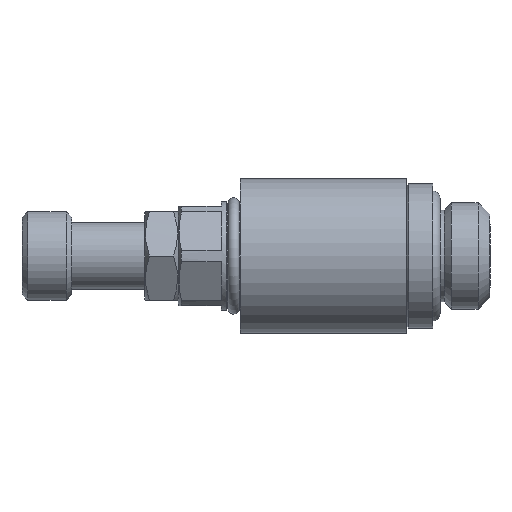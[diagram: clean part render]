
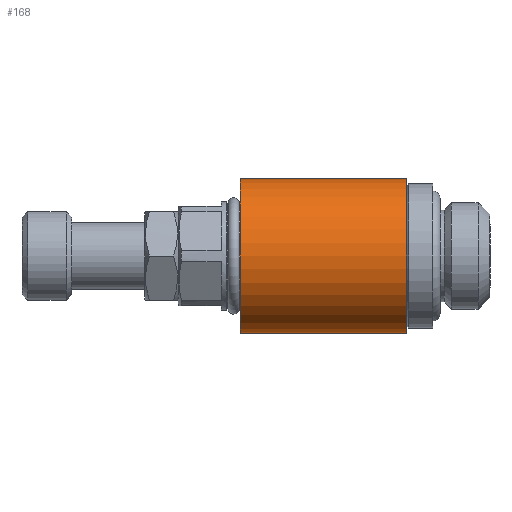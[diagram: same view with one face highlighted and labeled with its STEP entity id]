
A CAD part, left-side view. The second image highlights one B-rep face of the part: STEP entity #168.
In plain terms, the highlighted cylindrical face has radius 7 mm (diameter 14 mm), a full revolution.
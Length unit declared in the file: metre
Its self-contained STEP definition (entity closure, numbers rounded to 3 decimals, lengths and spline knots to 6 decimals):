
#168 = ADVANCED_FACE( 'NONE', ( #393, #394, #395 ), #396, .T. );
#393 = FACE_OUTER_BOUND( '', #723, .T. );
#394 = FACE_OUTER_BOUND( '', #724, .T. );
#395 = FACE_BOUND( '', #725, .T. );
#396 = CYLINDRICAL_SURFACE( '', #726, 0.007 );
#723 = EDGE_LOOP( '', ( #1319 ) );
#724 = EDGE_LOOP( '', ( #1320 ) );
#725 = EDGE_LOOP( '', ( #1321, #1322 ) );
#726 = AXIS2_PLACEMENT_3D( '', #1323, #1324, #1325 );
#1319 = ORIENTED_EDGE( '', *, *, #1944, .T. );
#1320 = ORIENTED_EDGE( '', *, *, #1945, .T. );
#1321 = ORIENTED_EDGE( '', *, *, #1946, .T. );
#1322 = ORIENTED_EDGE( '', *, *, #1947, .T. );
#1323 = CARTESIAN_POINT( '', ( 0., 0.030486, 0. ) );
#1324 = DIRECTION( '', ( 0., 1., 0. ) );
#1325 = DIRECTION( '', ( 0., 0., 1. ) );
#1944 = EDGE_CURVE( 'NONE', #2200, #2200, #2201, .T. );
#1945 = EDGE_CURVE( 'NONE', #2202, #2202, #2203, .T. );
#1946 = EDGE_CURVE( 'NONE', #2204, #2205, #2206, .T. );
#1947 = EDGE_CURVE( 'NONE', #2205, #2204, #2207, .T. );
#2200 = VERTEX_POINT( '', #2627 );
#2201 = CIRCLE( '', #2628, 0.007 );
#2202 = VERTEX_POINT( '', #2629 );
#2203 = CIRCLE( '', #2630, 0.007 );
#2204 = VERTEX_POINT( 'NONE', #2631 );
#2205 = VERTEX_POINT( 'NONE', #2632 );
#2206 = B_SPLINE_CURVE_WITH_KNOTS( '', 3, ( #2633, #2634, #2635, #2636, #2637, #2638, #2639, #2640, #2641, #2642, #2643, #2644, #2645, #2646, #2647, #2648, #2649, #2650, #2651, #2652, #2653, #2654, #2655, #2656, #2657, #2658, #2659 ), .UNSPECIFIED., .F., .F., ( 4, 1, 1, 1, 1, 1, 1, 1, 1, 1, 1, 1, 1, 1, 1, 1, 1, 1, 1, 1, 1, 1, 1, 1, 4 ), ( 0., 0.013047, 0.025795, 0.038267, 0.050488, 0.062487, 0.093216, 0.124965, 0.18648, 0.249972, 0.313463, 0.374978, 0.438393, 0.499983, 0.561569, 0.624987, 0.68647, 0.749995, 0.813458, 0.875001, 0.906777, 0.937493, 0.953457, 0.968757, 1. ), .UNSPECIFIED. );
#2207 = B_SPLINE_CURVE_WITH_KNOTS( '', 3, ( #2660, #2661, #2662, #2663, #2664, #2665, #2666, #2667, #2668, #2669, #2670, #2671, #2672, #2673, #2674, #2675, #2676, #2677, #2678, #2679, #2680, #2681, #2682, #2683, #2684, #2685, #2686 ), .UNSPECIFIED., .F., .F., ( 4, 1, 1, 1, 1, 1, 1, 1, 1, 1, 1, 1, 1, 1, 1, 1, 1, 1, 1, 1, 1, 1, 1, 1, 4 ), ( 0., 0.013048, 0.025797, 0.038268, 0.050489, 0.062486, 0.093215, 0.124965, 0.186473, 0.249972, 0.313469, 0.374979, 0.4384, 0.499984, 0.561571, 0.624988, 0.686483, 0.749995, 0.813478, 0.875002, 0.906778, 0.937493, 0.953453, 0.968758, 1. ), .UNSPECIFIED. );
#2627 = CARTESIAN_POINT( '', ( 0., 0.0079, 0.007 ) );
#2628 = AXIS2_PLACEMENT_3D( '', #3530, #3531, #3532 );
#2629 = CARTESIAN_POINT( '', ( 0., 0.0229, 0.007 ) );
#2630 = AXIS2_PLACEMENT_3D( '', #3533, #3534, #3535 );
#2631 = CARTESIAN_POINT( '', ( 0.005217, 0.016897, 0.004667 ) );
#2632 = CARTESIAN_POINT( '', ( 0.005218, 0.016915, -0.004667 ) );
#2633 = CARTESIAN_POINT( '', ( 0.005217, 0.016897, 0.004667 ) );
#2634 = CARTESIAN_POINT( '', ( 0.005219, 0.016965, 0.004665 ) );
#2635 = CARTESIAN_POINT( '', ( 0.005221, 0.0171, 0.004663 ) );
#2636 = CARTESIAN_POINT( '', ( 0.005231, 0.017299, 0.004651 ) );
#2637 = CARTESIAN_POINT( '', ( 0.005247, 0.017493, 0.004634 ) );
#2638 = CARTESIAN_POINT( '', ( 0.005267, 0.017682, 0.00461 ) );
#2639 = CARTESIAN_POINT( '', ( 0.005307, 0.017962, 0.004564 ) );
#2640 = CARTESIAN_POINT( '', ( 0.005381, 0.018335, 0.004478 ) );
#2641 = CARTESIAN_POINT( '', ( 0.005541, 0.018931, 0.004282 ) );
#2642 = CARTESIAN_POINT( '', ( 0.005795, 0.019637, 0.003941 ) );
#2643 = CARTESIAN_POINT( '', ( 0.006139, 0.020381, 0.003389 ) );
#2644 = CARTESIAN_POINT( '', ( 0.006473, 0.021015, 0.002706 ) );
#2645 = CARTESIAN_POINT( '', ( 0.006759, 0.021505, 0.001895 ) );
#2646 = CARTESIAN_POINT( '', ( 0.006953, 0.021825, 0.000986 ) );
#2647 = CARTESIAN_POINT( '', ( 0.007023, 0.021936, 0.000009 ) );
#2648 = CARTESIAN_POINT( '', ( 0.006955, 0.021829, -0.000967 ) );
#2649 = CARTESIAN_POINT( '', ( 0.006763, 0.021513, -0.001878 ) );
#2650 = CARTESIAN_POINT( '', ( 0.006479, 0.021026, -0.002692 ) );
#2651 = CARTESIAN_POINT( '', ( 0.006146, 0.020394, -0.003377 ) );
#2652 = CARTESIAN_POINT( '', ( 0.005801, 0.019652, -0.003932 ) );
#2653 = CARTESIAN_POINT( '', ( 0.005546, 0.018948, -0.004275 ) );
#2654 = CARTESIAN_POINT( '', ( 0.005385, 0.018352, -0.004473 ) );
#2655 = CARTESIAN_POINT( '', ( 0.005307, 0.01796, -0.004565 ) );
#2656 = CARTESIAN_POINT( '', ( 0.005262, 0.017644, -0.004617 ) );
#2657 = CARTESIAN_POINT( '', ( 0.005227, 0.017321, -0.004656 ) );
#2658 = CARTESIAN_POINT( '', ( 0.005221, 0.017078, -0.004662 ) );
#2659 = CARTESIAN_POINT( '', ( 0.005218, 0.016915, -0.004667 ) );
#2660 = CARTESIAN_POINT( '', ( 0.005218, 0.016915, -0.004667 ) );
#2661 = CARTESIAN_POINT( '', ( 0.005219, 0.016847, -0.004666 ) );
#2662 = CARTESIAN_POINT( '', ( 0.00522, 0.016712, -0.004663 ) );
#2663 = CARTESIAN_POINT( '', ( 0.00523, 0.016512, -0.004652 ) );
#2664 = CARTESIAN_POINT( '', ( 0.005245, 0.016318, -0.004635 ) );
#2665 = CARTESIAN_POINT( '', ( 0.005266, 0.016129, -0.004612 ) );
#2666 = CARTESIAN_POINT( '', ( 0.005306, 0.015848, -0.004566 ) );
#2667 = CARTESIAN_POINT( '', ( 0.005379, 0.015474, -0.004481 ) );
#2668 = CARTESIAN_POINT( '', ( 0.005538, 0.014876, -0.004285 ) );
#2669 = CARTESIAN_POINT( '', ( 0.005792, 0.014169, -0.003945 ) );
#2670 = CARTESIAN_POINT( '', ( 0.006137, 0.013423, -0.003393 ) );
#2671 = CARTESIAN_POINT( '', ( 0.006471, 0.012788, -0.00271 ) );
#2672 = CARTESIAN_POINT( '', ( 0.006758, 0.012296, -0.001898 ) );
#2673 = CARTESIAN_POINT( '', ( 0.006952, 0.011975, -0.000987 ) );
#2674 = CARTESIAN_POINT( '', ( 0.007023, 0.011864, -0.000009 ) );
#2675 = CARTESIAN_POINT( '', ( 0.006955, 0.011971, 0.000969 ) );
#2676 = CARTESIAN_POINT( '', ( 0.006763, 0.012288, 0.001881 ) );
#2677 = CARTESIAN_POINT( '', ( 0.006477, 0.012777, 0.002695 ) );
#2678 = CARTESIAN_POINT( '', ( 0.006143, 0.01341, 0.003381 ) );
#2679 = CARTESIAN_POINT( '', ( 0.005798, 0.014154, 0.003936 ) );
#2680 = CARTESIAN_POINT( '', ( 0.005544, 0.01486, 0.004278 ) );
#2681 = CARTESIAN_POINT( '', ( 0.005383, 0.015457, 0.004476 ) );
#2682 = CARTESIAN_POINT( '', ( 0.005305, 0.01585, 0.004567 ) );
#2683 = CARTESIAN_POINT( '', ( 0.00526, 0.016167, 0.004618 ) );
#2684 = CARTESIAN_POINT( '', ( 0.005226, 0.01649, 0.004657 ) );
#2685 = CARTESIAN_POINT( '', ( 0.005221, 0.016733, 0.004663 ) );
#2686 = CARTESIAN_POINT( '', ( 0.005217, 0.016897, 0.004667 ) );
#3530 = CARTESIAN_POINT( '', ( 0., 0.0079, 0. ) );
#3531 = DIRECTION( '', ( 0., 1., 0. ) );
#3532 = DIRECTION( '', ( 0., 0., 1. ) );
#3533 = CARTESIAN_POINT( '', ( 0., 0.0229, 0. ) );
#3534 = DIRECTION( '', ( 0., -1., 0. ) );
#3535 = DIRECTION( '', ( 0., 0., 1. ) );
